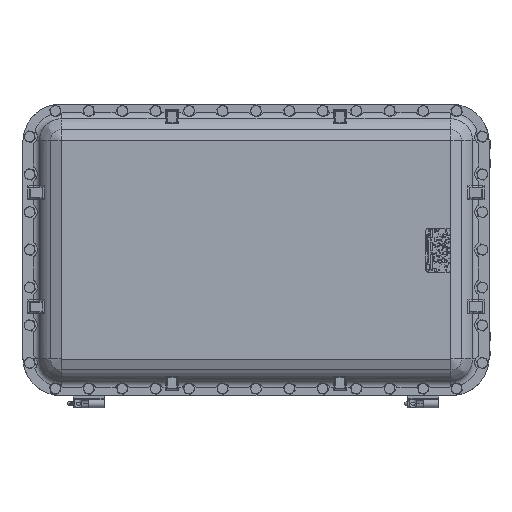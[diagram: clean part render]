
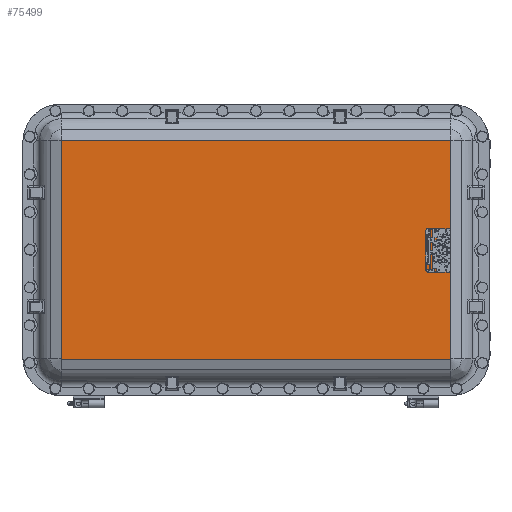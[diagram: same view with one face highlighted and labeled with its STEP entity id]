
A CAD part, top view. The second image highlights one B-rep face of the part: STEP entity #75499.
In plain terms, the highlighted face is planar.
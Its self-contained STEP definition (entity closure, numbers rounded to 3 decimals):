
#680=PLANE('',#80480);
#4267=LINE('',#113324,#13567);
#4270=LINE('',#113344,#13570);
#4273=LINE('',#113364,#13573);
#4276=LINE('',#113382,#13576);
#13567=VECTOR('',#87605,0.394);
#13570=VECTOR('',#87620,0.394);
#13573=VECTOR('',#87635,0.394);
#13576=VECTOR('',#87646,0.394);
#25522=FACE_OUTER_BOUND('',#29889,.T.);
#29889=EDGE_LOOP('',(#56513,#56514,#56515,#56516,#56517,#56518,#56519,#56520));
#34228=CIRCLE('',#80366,0.013);
#34231=CIRCLE('',#80372,0.013);
#34234=CIRCLE('',#80378,0.013);
#34236=CIRCLE('',#80382,0.013);
#35760=VERTEX_POINT('',#113320);
#35761=VERTEX_POINT('',#113322);
#35762=VERTEX_POINT('',#113326);
#35763=VERTEX_POINT('',#113342);
#35764=VERTEX_POINT('',#113346);
#35765=VERTEX_POINT('',#113362);
#35766=VERTEX_POINT('',#113366);
#35767=VERTEX_POINT('',#113380);
#43623=EDGE_CURVE('',#35760,#35761,#4267,.T.);
#43626=EDGE_CURVE('',#35762,#35760,#34228,.T.);
#43629=EDGE_CURVE('',#35763,#35762,#4270,.T.);
#43632=EDGE_CURVE('',#35764,#35763,#34231,.T.);
#43635=EDGE_CURVE('',#35765,#35764,#4273,.T.);
#43638=EDGE_CURVE('',#35766,#35765,#34234,.T.);
#43640=EDGE_CURVE('',#35767,#35766,#4276,.T.);
#43642=EDGE_CURVE('',#35761,#35767,#34236,.T.);
#56513=ORIENTED_EDGE('',*,*,#43623,.T.);
#56514=ORIENTED_EDGE('',*,*,#43642,.T.);
#56515=ORIENTED_EDGE('',*,*,#43640,.T.);
#56516=ORIENTED_EDGE('',*,*,#43638,.T.);
#56517=ORIENTED_EDGE('',*,*,#43635,.T.);
#56518=ORIENTED_EDGE('',*,*,#43632,.T.);
#56519=ORIENTED_EDGE('',*,*,#43629,.T.);
#56520=ORIENTED_EDGE('',*,*,#43626,.T.);
#75499=ADVANCED_FACE('',(#25522),#680,.F.);
#80366=AXIS2_PLACEMENT_3D('',#113329,#87611,#87612);
#80372=AXIS2_PLACEMENT_3D('',#113349,#87626,#87627);
#80378=AXIS2_PLACEMENT_3D('',#113369,#87641,#87642);
#80382=AXIS2_PLACEMENT_3D('',#113385,#87651,#87652);
#80480=AXIS2_PLACEMENT_3D('',#113572,#87880,#87881);
#87605=DIRECTION('',(1.,0.,0.));
#87611=DIRECTION('center_axis',(0.,0.,-1.));
#87612=DIRECTION('ref_axis',(0.,-1.,0.));
#87620=DIRECTION('',(0.,1.,0.));
#87626=DIRECTION('center_axis',(0.,0.,-1.));
#87627=DIRECTION('ref_axis',(1.,0.,0.));
#87635=DIRECTION('',(-1.,0.,0.));
#87641=DIRECTION('center_axis',(0.,0.,-1.));
#87642=DIRECTION('ref_axis',(0.,1.,0.));
#87646=DIRECTION('',(0.,-1.,0.));
#87651=DIRECTION('center_axis',(0.,0.,-1.));
#87652=DIRECTION('ref_axis',(-1.,0.,0.));
#87880=DIRECTION('center_axis',(0.,0.,1.));
#87881=DIRECTION('ref_axis',(1.,0.,0.));
#113320=CARTESIAN_POINT('',(-14.188,7.973,-2.53));
#113322=CARTESIAN_POINT('',(14.188,7.973,-2.53));
#113324=CARTESIAN_POINT('',(-7.094,7.973,-2.53));
#113326=CARTESIAN_POINT('',(-14.2,7.96,-2.53));
#113329=CARTESIAN_POINT('Origin',(-14.188,7.96,-2.53));
#113342=CARTESIAN_POINT('',(-14.2,-7.96,-2.53));
#113344=CARTESIAN_POINT('',(-14.2,-3.98,-2.53));
#113346=CARTESIAN_POINT('',(-14.188,-7.973,-2.53));
#113349=CARTESIAN_POINT('Origin',(-14.188,-7.96,-2.53));
#113362=CARTESIAN_POINT('',(14.188,-7.973,-2.53));
#113364=CARTESIAN_POINT('',(7.094,-7.973,-2.53));
#113366=CARTESIAN_POINT('',(14.2,-7.96,-2.53));
#113369=CARTESIAN_POINT('Origin',(14.188,-7.96,-2.53));
#113380=CARTESIAN_POINT('',(14.2,7.96,-2.53));
#113382=CARTESIAN_POINT('',(14.2,3.98,-2.53));
#113385=CARTESIAN_POINT('Origin',(14.188,7.96,-2.53));
#113572=CARTESIAN_POINT('Origin',(0.,0.,-2.53));
